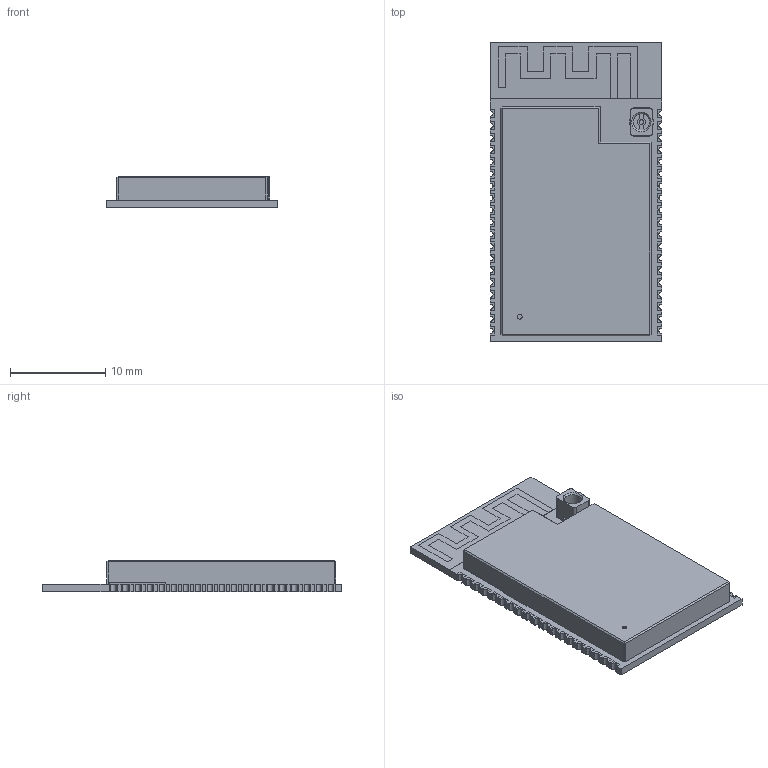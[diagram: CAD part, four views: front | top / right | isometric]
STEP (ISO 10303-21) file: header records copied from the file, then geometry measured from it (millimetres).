
FILE_DESCRIPTION (( 'STEP AP214' ), '1' );
FILE_NAME ('ESP32-WROVER-E (16MB).STEP', '2022-06-14T13:49:08', ( '' ), ( '' ), 'SwSTEP 2.0', 'SolidWorks 2018', '' );
FILE_SCHEMA (( 'AUTOMOTIVE_DESIGN' ));
Length unit declared in the file: millimetre
Products named in the file (1): ESP32-WROVER-E (16MB)
Bounding box: 18 x 31.4 x 3.3 mm (x, y, z)
Volume: 541.9 mm3; surface area: 2630.3 mm2
Topology: 43 solids, 43 shells, 799 faces, 2119 edges, 1406 vertices
Faces by surface type: plane 726, cylinder 71, cone 2
Entity records: 30949 total; most frequent: CARTESIAN_POINT 4325, ORIENTED_EDGE 4238, DIRECTION 3867, EDGE_CURVE 2119, VECTOR 1971, LINE 1971, VERTEX_POINT 1406, AXIS2_PLACEMENT_3D 948
